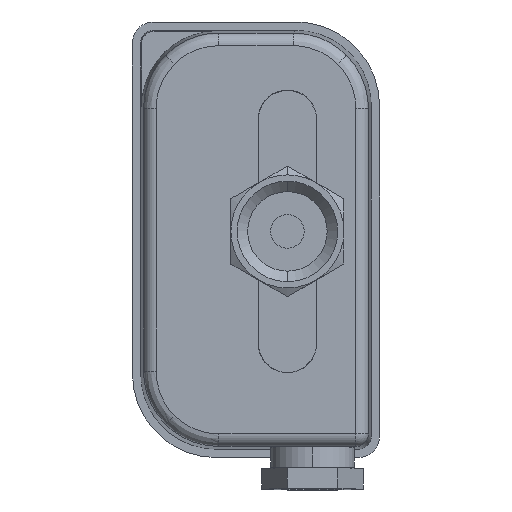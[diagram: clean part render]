
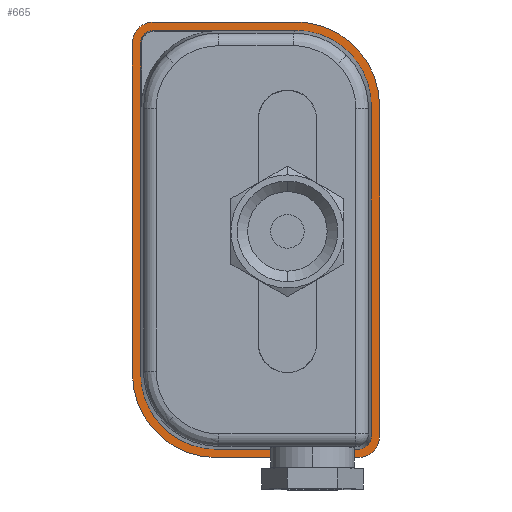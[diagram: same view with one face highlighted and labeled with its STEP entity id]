
A CAD part, front view. The second image highlights one B-rep face of the part: STEP entity #665.
In plain terms, the highlighted planar face has unit normal (0, -1, 0).
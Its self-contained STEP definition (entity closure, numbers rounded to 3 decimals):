
#23 = VERTEX_POINT ( 'NONE', #211 ) ;
#172 = VERTEX_POINT ( 'NONE', #297 ) ;
#211 = CARTESIAN_POINT ( 'NONE',  ( -24.5, 0., 50. ) ) ;
#297 = CARTESIAN_POINT ( 'NONE',  ( -29.5, 0., -34. ) ) ;
#665 = ADVANCED_FACE ( 'NONE', ( #2892 ), #3606, .F. ) ;
#1135 = EDGE_LOOP ( 'NONE', ( #1211, #1212, #1213, #1214, #1215, #1216, #1217, #1218 ) ) ;
#1211 = ORIENTED_EDGE ( 'NONE', *, *, #2031, .F. ) ;
#1212 = ORIENTED_EDGE ( 'NONE', *, *, #2032, .T. ) ;
#1213 = ORIENTED_EDGE ( 'NONE', *, *, #2027, .F. ) ;
#1214 = ORIENTED_EDGE ( 'NONE', *, *, #2033, .T. ) ;
#1215 = ORIENTED_EDGE ( 'NONE', *, *, #2023, .F. ) ;
#1216 = ORIENTED_EDGE ( 'NONE', *, *, #2034, .T. ) ;
#1217 = ORIENTED_EDGE ( 'NONE', *, *, #2019, .F. ) ;
#1218 = ORIENTED_EDGE ( 'NONE', *, *, #2035, .T. ) ;
#1429 = VERTEX_POINT ( 'NONE', #4552 ) ;
#1544 = VERTEX_POINT ( 'NONE', #4597 ) ;
#1552 = VERTEX_POINT ( 'NONE', #4605 ) ;
#1558 = VERTEX_POINT ( 'NONE', #4611 ) ;
#1562 = VERTEX_POINT ( 'NONE', #4615 ) ;
#1625 = VERTEX_POINT ( 'NONE', #4650 ) ;
#2019 = EDGE_CURVE ( 'NONE', #172, #1544, #5027, .T. ) ;
#2023 = EDGE_CURVE ( 'NONE', #23, #1552, #5035, .T. ) ;
#2027 = EDGE_CURVE ( 'NONE', #1562, #1429, #5043, .T. ) ;
#2031 = EDGE_CURVE ( 'NONE', #1558, #1625, #5051, .T. ) ;
#2032 = EDGE_CURVE ( 'NONE', #1558, #1429, #5053, .T. ) ;
#2033 = EDGE_CURVE ( 'NONE', #1562, #1552, #5047, .T. ) ;
#2034 = EDGE_CURVE ( 'NONE', #23, #1544, #5056, .T. ) ;
#2035 = EDGE_CURVE ( 'NONE', #172, #1625, #5057, .T. ) ;
#2692 = AXIS2_PLACEMENT_3D ( 'NONE', #3607, #3612, #3613 ) ;
#2892 = FACE_OUTER_BOUND ( 'NONE', #1135, .T. ) ;
#3606 = PLANE ( 'NONE',  #2692 ) ;
#3607 = CARTESIAN_POINT ( 'NONE',  ( 0., 0., 0. ) ) ;
#3612 = DIRECTION ( 'NONE',  ( 0., 1., 0. ) ) ;
#3613 = DIRECTION ( 'NONE',  ( 0., 0., 1. ) ) ;
#4412 = AXIS2_PLACEMENT_3D ( 'NONE', #5324, #5325, #5326 ) ;
#4413 = AXIS2_PLACEMENT_3D ( 'NONE', #5327, #5328, #5329 ) ;
#4414 = AXIS2_PLACEMENT_3D ( 'NONE', #5332, #5333, #5334 ) ;
#4415 = AXIS2_PLACEMENT_3D ( 'NONE', #5337, #5338, #5339 ) ;
#4552 = CARTESIAN_POINT ( 'NONE',  ( 29.5, 0., -49. ) ) ;
#4597 = CARTESIAN_POINT ( 'NONE',  ( -29.5, 0., 45. ) ) ;
#4605 = CARTESIAN_POINT ( 'NONE',  ( 9.5, 0., 50. ) ) ;
#4611 = CARTESIAN_POINT ( 'NONE',  ( 24.5, 0., -54. ) ) ;
#4615 = CARTESIAN_POINT ( 'NONE',  ( 29.5, 0., 30. ) ) ;
#4650 = CARTESIAN_POINT ( 'NONE',  ( -9.5, 0., -54. ) ) ;
#5027 = LINE ( 'NONE', #5300, #5030 ) ;
#5030 = VECTOR ( 'NONE', #5301, 1000. ) ;
#5035 = LINE ( 'NONE', #5308, #5038 ) ;
#5038 = VECTOR ( 'NONE', #5309, 1000. ) ;
#5043 = LINE ( 'NONE', #5315, #5046 ) ;
#5046 = VECTOR ( 'NONE', #5316, 1000. ) ;
#5047 = CIRCLE ( 'NONE', #4413, 20. ) ;
#5051 = LINE ( 'NONE', #5322, #5054 ) ;
#5053 = CIRCLE ( 'NONE', #4412, 5. ) ;
#5054 = VECTOR ( 'NONE', #5323, 1000. ) ;
#5056 = CIRCLE ( 'NONE', #4414, 5. ) ;
#5057 = CIRCLE ( 'NONE', #4415, 20. ) ;
#5300 = CARTESIAN_POINT ( 'NONE',  ( -29.5, 0., -54. ) ) ;
#5301 = DIRECTION ( 'NONE',  ( 0., 0., 1. ) ) ;
#5308 = CARTESIAN_POINT ( 'NONE',  ( -29.5, 0., 50. ) ) ;
#5309 = DIRECTION ( 'NONE',  ( 1., 0., 0. ) ) ;
#5315 = CARTESIAN_POINT ( 'NONE',  ( 29.5, 0., -54. ) ) ;
#5316 = DIRECTION ( 'NONE',  ( 0., 0., -1. ) ) ;
#5322 = CARTESIAN_POINT ( 'NONE',  ( -29.5, 0., -54. ) ) ;
#5323 = DIRECTION ( 'NONE',  ( -1., 0., 0. ) ) ;
#5324 = CARTESIAN_POINT ( 'NONE',  ( 24.5, 0., -49. ) ) ;
#5325 = DIRECTION ( 'NONE',  ( 0., -1., 0. ) ) ;
#5326 = DIRECTION ( 'NONE',  ( 0., 0., 1. ) ) ;
#5327 = CARTESIAN_POINT ( 'NONE',  ( 9.5, 0., 30. ) ) ;
#5328 = DIRECTION ( 'NONE',  ( 0., -1., 0. ) ) ;
#5329 = DIRECTION ( 'NONE',  ( 0., 0., 1. ) ) ;
#5332 = CARTESIAN_POINT ( 'NONE',  ( -24.5, 0., 45. ) ) ;
#5333 = DIRECTION ( 'NONE',  ( 0., -1., 0. ) ) ;
#5334 = DIRECTION ( 'NONE',  ( 0., 0., 1. ) ) ;
#5337 = CARTESIAN_POINT ( 'NONE',  ( -9.5, 0., -34. ) ) ;
#5338 = DIRECTION ( 'NONE',  ( 0., -1., 0. ) ) ;
#5339 = DIRECTION ( 'NONE',  ( 0., 0., 1. ) ) ;
